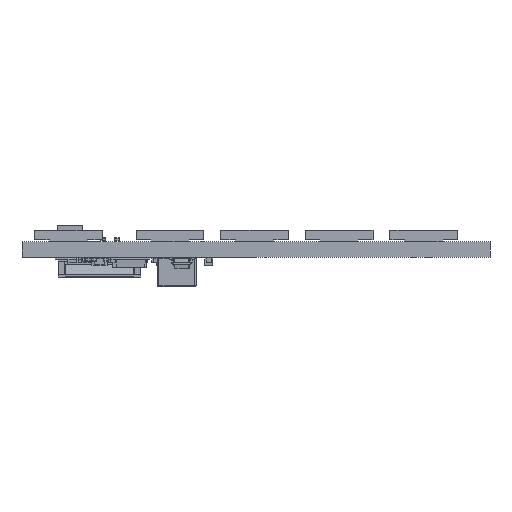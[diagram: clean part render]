
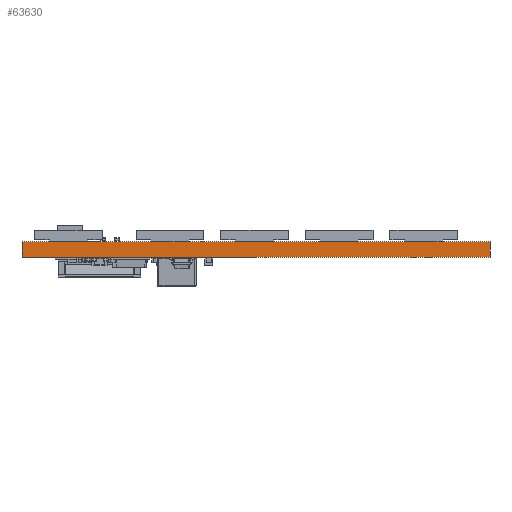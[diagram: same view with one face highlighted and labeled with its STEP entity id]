
A CAD part, left-side view. The second image highlights one B-rep face of the part: STEP entity #63630.
In plain terms, the highlighted planar face has unit normal (-1, 0, 0).
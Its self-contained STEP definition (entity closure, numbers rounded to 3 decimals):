
#63449 = PLANE('',#63450);
#63450 = AXIS2_PLACEMENT_3D('',#63451,#63452,#63453);
#63451 = CARTESIAN_POINT('',(138.4,-40.,0.));
#63452 = DIRECTION('',(0.,-1.,0.));
#63453 = DIRECTION('',(-1.,0.,0.));
#63474 = VERTEX_POINT('',#63475);
#63475 = CARTESIAN_POINT('',(90.,-40.,1.6));
#63489 = PLANE('',#63490);
#63490 = AXIS2_PLACEMENT_3D('',#63491,#63492,#63493);
#63491 = CARTESIAN_POINT('',(114.2,-64.2,1.6));
#63492 = DIRECTION('',(0.,0.,1.));
#63493 = DIRECTION('',(1.,0.,-0.));
#63501 = EDGE_CURVE('',#63502,#63474,#63504,.T.);
#63502 = VERTEX_POINT('',#63503);
#63503 = CARTESIAN_POINT('',(90.,-40.,0.));
#63504 = SURFACE_CURVE('',#63505,(#63509,#63516),.PCURVE_S1.);
#63505 = LINE('',#63506,#63507);
#63506 = CARTESIAN_POINT('',(90.,-40.,0.));
#63507 = VECTOR('',#63508,1.);
#63508 = DIRECTION('',(0.,0.,1.));
#63509 = PCURVE('',#63449,#63510);
#63510 = DEFINITIONAL_REPRESENTATION('',(#63511),#63515);
#63511 = LINE('',#63512,#63513);
#63512 = CARTESIAN_POINT('',(48.4,0.));
#63513 = VECTOR('',#63514,1.);
#63514 = DIRECTION('',(0.,-1.));
#63515 = ( GEOMETRIC_REPRESENTATION_CONTEXT(2) 
PARAMETRIC_REPRESENTATION_CONTEXT() REPRESENTATION_CONTEXT('2D SPACE',''
  ) );
#63516 = PCURVE('',#63517,#63522);
#63517 = PLANE('',#63518);
#63518 = AXIS2_PLACEMENT_3D('',#63519,#63520,#63521);
#63519 = CARTESIAN_POINT('',(90.,-40.,0.));
#63520 = DIRECTION('',(1.,0.,-0.));
#63521 = DIRECTION('',(0.,-1.,0.));
#63522 = DEFINITIONAL_REPRESENTATION('',(#63523),#63527);
#63523 = LINE('',#63524,#63525);
#63524 = CARTESIAN_POINT('',(0.,0.));
#63525 = VECTOR('',#63526,1.);
#63526 = DIRECTION('',(0.,-1.));
#63527 = ( GEOMETRIC_REPRESENTATION_CONTEXT(2) 
PARAMETRIC_REPRESENTATION_CONTEXT() REPRESENTATION_CONTEXT('2D SPACE',''
  ) );
#63543 = PLANE('',#63544);
#63544 = AXIS2_PLACEMENT_3D('',#63545,#63546,#63547);
#63545 = CARTESIAN_POINT('',(114.2,-64.2,0.));
#63546 = DIRECTION('',(0.,0.,1.));
#63547 = DIRECTION('',(1.,0.,-0.));
#63576 = PLANE('',#63577);
#63577 = AXIS2_PLACEMENT_3D('',#63578,#63579,#63580);
#63578 = CARTESIAN_POINT('',(90.,-88.4,0.));
#63579 = DIRECTION('',(0.,1.,0.));
#63580 = DIRECTION('',(1.,0.,0.));
#63630 = ADVANCED_FACE('',(#63631),#63517,.F.);
#63631 = FACE_BOUND('',#63632,.F.);
#63632 = EDGE_LOOP('',(#63633,#63634,#63657,#63680));
#63633 = ORIENTED_EDGE('',*,*,#63501,.T.);
#63634 = ORIENTED_EDGE('',*,*,#63635,.T.);
#63635 = EDGE_CURVE('',#63474,#63636,#63638,.T.);
#63636 = VERTEX_POINT('',#63637);
#63637 = CARTESIAN_POINT('',(90.,-88.4,1.6));
#63638 = SURFACE_CURVE('',#63639,(#63643,#63650),.PCURVE_S1.);
#63639 = LINE('',#63640,#63641);
#63640 = CARTESIAN_POINT('',(90.,-40.,1.6));
#63641 = VECTOR('',#63642,1.);
#63642 = DIRECTION('',(0.,-1.,0.));
#63643 = PCURVE('',#63517,#63644);
#63644 = DEFINITIONAL_REPRESENTATION('',(#63645),#63649);
#63645 = LINE('',#63646,#63647);
#63646 = CARTESIAN_POINT('',(0.,-1.6));
#63647 = VECTOR('',#63648,1.);
#63648 = DIRECTION('',(1.,0.));
#63649 = ( GEOMETRIC_REPRESENTATION_CONTEXT(2) 
PARAMETRIC_REPRESENTATION_CONTEXT() REPRESENTATION_CONTEXT('2D SPACE',''
  ) );
#63650 = PCURVE('',#63489,#63651);
#63651 = DEFINITIONAL_REPRESENTATION('',(#63652),#63656);
#63652 = LINE('',#63653,#63654);
#63653 = CARTESIAN_POINT('',(-24.2,24.2));
#63654 = VECTOR('',#63655,1.);
#63655 = DIRECTION('',(0.,-1.));
#63656 = ( GEOMETRIC_REPRESENTATION_CONTEXT(2) 
PARAMETRIC_REPRESENTATION_CONTEXT() REPRESENTATION_CONTEXT('2D SPACE',''
  ) );
#63657 = ORIENTED_EDGE('',*,*,#63658,.F.);
#63658 = EDGE_CURVE('',#63659,#63636,#63661,.T.);
#63659 = VERTEX_POINT('',#63660);
#63660 = CARTESIAN_POINT('',(90.,-88.4,0.));
#63661 = SURFACE_CURVE('',#63662,(#63666,#63673),.PCURVE_S1.);
#63662 = LINE('',#63663,#63664);
#63663 = CARTESIAN_POINT('',(90.,-88.4,0.));
#63664 = VECTOR('',#63665,1.);
#63665 = DIRECTION('',(0.,0.,1.));
#63666 = PCURVE('',#63517,#63667);
#63667 = DEFINITIONAL_REPRESENTATION('',(#63668),#63672);
#63668 = LINE('',#63669,#63670);
#63669 = CARTESIAN_POINT('',(48.4,0.));
#63670 = VECTOR('',#63671,1.);
#63671 = DIRECTION('',(0.,-1.));
#63672 = ( GEOMETRIC_REPRESENTATION_CONTEXT(2) 
PARAMETRIC_REPRESENTATION_CONTEXT() REPRESENTATION_CONTEXT('2D SPACE',''
  ) );
#63673 = PCURVE('',#63576,#63674);
#63674 = DEFINITIONAL_REPRESENTATION('',(#63675),#63679);
#63675 = LINE('',#63676,#63677);
#63676 = CARTESIAN_POINT('',(0.,0.));
#63677 = VECTOR('',#63678,1.);
#63678 = DIRECTION('',(0.,-1.));
#63679 = ( GEOMETRIC_REPRESENTATION_CONTEXT(2) 
PARAMETRIC_REPRESENTATION_CONTEXT() REPRESENTATION_CONTEXT('2D SPACE',''
  ) );
#63680 = ORIENTED_EDGE('',*,*,#63681,.F.);
#63681 = EDGE_CURVE('',#63502,#63659,#63682,.T.);
#63682 = SURFACE_CURVE('',#63683,(#63687,#63694),.PCURVE_S1.);
#63683 = LINE('',#63684,#63685);
#63684 = CARTESIAN_POINT('',(90.,-40.,0.));
#63685 = VECTOR('',#63686,1.);
#63686 = DIRECTION('',(0.,-1.,0.));
#63687 = PCURVE('',#63517,#63688);
#63688 = DEFINITIONAL_REPRESENTATION('',(#63689),#63693);
#63689 = LINE('',#63690,#63691);
#63690 = CARTESIAN_POINT('',(0.,0.));
#63691 = VECTOR('',#63692,1.);
#63692 = DIRECTION('',(1.,0.));
#63693 = ( GEOMETRIC_REPRESENTATION_CONTEXT(2) 
PARAMETRIC_REPRESENTATION_CONTEXT() REPRESENTATION_CONTEXT('2D SPACE',''
  ) );
#63694 = PCURVE('',#63543,#63695);
#63695 = DEFINITIONAL_REPRESENTATION('',(#63696),#63700);
#63696 = LINE('',#63697,#63698);
#63697 = CARTESIAN_POINT('',(-24.2,24.2));
#63698 = VECTOR('',#63699,1.);
#63699 = DIRECTION('',(0.,-1.));
#63700 = ( GEOMETRIC_REPRESENTATION_CONTEXT(2) 
PARAMETRIC_REPRESENTATION_CONTEXT() REPRESENTATION_CONTEXT('2D SPACE',''
  ) );
